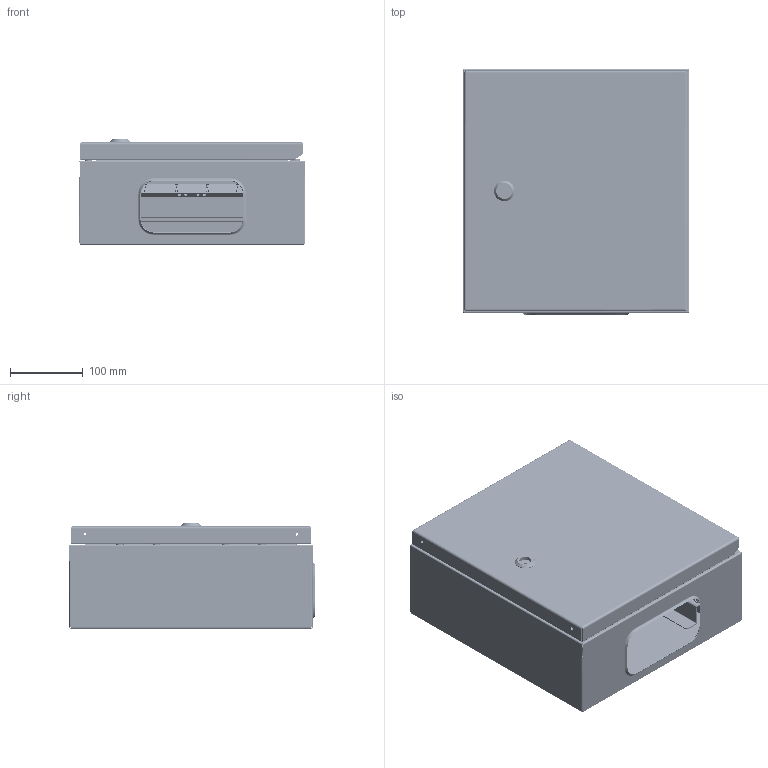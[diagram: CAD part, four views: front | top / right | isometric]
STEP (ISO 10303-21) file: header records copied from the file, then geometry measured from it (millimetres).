
FILE_DESCRIPTION (( 'STEP AP214' ), '1' );
FILE_NAME ('ÊÈÂÀ 221.00.00 TITAN5 ÙÐí-1õ__ IP54_-00 ÙÐí-1õ12.STEP', '2022-10-27T12:31:17', ( '' ), ( '' ), 'SwSTEP 2.0', 'SolidWorks 2022', '' );
FILE_SCHEMA (( 'AUTOMOTIVE_DESIGN' ));
Length unit declared in the file: millimetre
Products named in the file (36): КИВА 221.04.00 СБ_Рама монтажная_-00 (1 линейка); IEK601.001_Стойка шины_Стойка для шин; Язычок_от_замка_IP54; ФП+Рама_-00  (1 линейка); shpilka_CFK_M6x16; Замок_IP54_под 1 мм; КИВА 221.00.00 TITAN5 ЩРн-1х__ IP54_-00 ЩРн-1х12; countersunk flat head cross recess screw_din_ISO 7046-1 - M5 x 12 - Z --- 12N; КИВА 221.01.01 Торец_-00 (1 окно); КИВА 221.01.01 Торец_-03 (1 без окна); Новый_логотип_ИЭК; IEK501.002_Falshpanel_torz_modul_LX; hex flange nut_din_Гайка фланцевая М6 DIN 6923; IEK601.002_Суппорт универсальный; КИВА 221.04.02_DIN-рейка_12 модулей; IEK501.005_Стойка панели; hex flange nut_din_Hexagon Flange Nut DIN 6923 - M6 - N; hex flange nut_din_Hexagon Flange Nut DIN 6923 - M5 - N; Шпилька для конденсаторной сварки_М6х10; КИВА 221.02.00 Дверь в сборе_-00_ЩРн-12; IEK_705024_Колпачок_Деформация под ось; IEK_705021_Полупетля; Винт__самонарезающий_DIN_7500C_М4х6; IEK 201.013 Заглушка D5.5; КИВА 221.05.01 Боковина основная_-00_ЩРн-12; IEK_705023_Ось; КИВА 221.02.01 Дверь_-00_ЩРн-12; КИВА 221.01.00 Оболочка 1-х_-00 1х12; IEK501.001_Falshpanel_line_modul_LX; IEK501.000_Falshpanel_1 линейка; КИВА 221.04.01_Профиль монтажный_-00_L=260 мм; КИВА 221.05.00 Боковина в сборе 1-x_-00 (1х12); IEK_705022_Стойка_петли_2 мм; Уплотнитель_двери_-00_ЩРн-12; IEK501.004_Klipsa_krepezhnaya
Assembly tree (66 placements, depth 4):
  КИВА 221.00.00 TITAN5 ЩРн-1х__ IP54_-00 ЩРн-1х12
    КИВА 221.01.00 Оболочка 1-х_-00 1х12
      КИВА 221.05.00 Боковина в сборе 1-x_-00 (1х12)
        КИВА 221.05.01 Боковина основная_-00_ЩРн-12
        shpilka_CFK_M6x16  x2
        Шпилька для конденсаторной сварки_М6х10  x4
      КИВА 221.01.01 Торец_-03 (1 без окна)
      КИВА 221.01.01 Торец_-00 (1 окно)
      IEK_705022_Стойка_петли_2 мм  x2
      countersunk flat head cross recess screw_din_ISO 7046-1 - M5 x 12 - Z --- 12N  x4
      hex flange nut_din_Hexagon Flange Nut DIN 6923 - M5 - N  x4
    КИВА 221.02.00 Дверь в сборе_-00_ЩРн-12
      КИВА 221.02.01 Дверь_-00_ЩРн-12
      Уплотнитель_двери_-00_ЩРн-12
      IEK_705021_Полупетля  x2
      shpilka_CFK_M6x16
      Замок_IP54_под 1 мм
        Замок_IP54_под 1 мм
        Язычок_от_замка_IP54
    ФП+Рама_-00  (1 линейка)
      КИВА 221.04.00 СБ_Рама монтажная_-00 (1 линейка)
        КИВА 221.04.01_Профиль монтажный_-00_L=260 мм  x2
        КИВА 221.04.02_DIN-рейка_12 модулей
        Винт__самонарезающий_DIN_7500C_М4х6  x2
      IEK501.005_Стойка панели  x4
      IEK601.001_Стойка шины_Стойка для шин  x2
      IEK601.002_Суппорт универсальный  x2
      hex flange nut_din_Hexagon Flange Nut DIN 6923 - M6 - N  x3
      hex flange nut_din_Гайка фланцевая М6 DIN 6923
      IEK501.000_Falshpanel_1 линейка
        IEK501.001_Falshpanel_line_modul_LX
        IEK501.002_Falshpanel_torz_modul_LX  x2
        IEK501.004_Klipsa_krepezhnaya  x4
        Новый_логотип_ИЭК
    IEK_705023_Ось  x2
    IEK_705024_Колпачок_Деформация под ось  x2
    IEK 201.013 Заглушка D5.5  x4
Bounding box: 310.2 x 337.77 x 144.1 mm (x, y, z)
Volume: 866145.3 mm3; surface area: 1489602.3 mm2
Topology: 59 solids, 60 shells, 7754 faces, 20366 edges, 12523 vertices
Faces by surface type: plane 3412, cylinder 2171, bspline 1049, torus 506, sphere 338, cone 278
Entity records: 158229 total; most frequent: CARTESIAN_POINT 46690, ORIENTED_EDGE 23908, DIRECTION 22187, EDGE_CURVE 11954, AXIS2_PLACEMENT_3D 7771, VERTEX_POINT 7484, LINE 6645, VECTOR 6645
